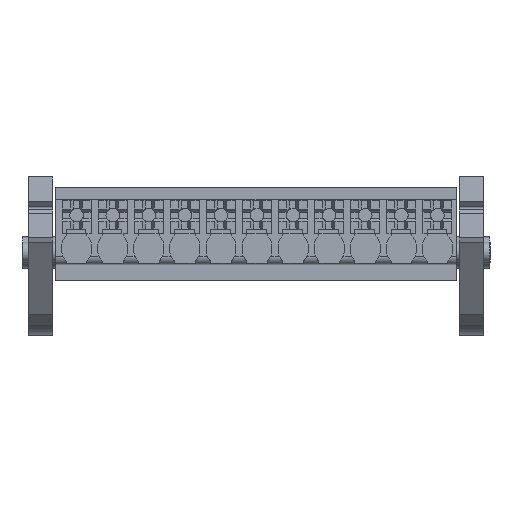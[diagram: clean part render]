
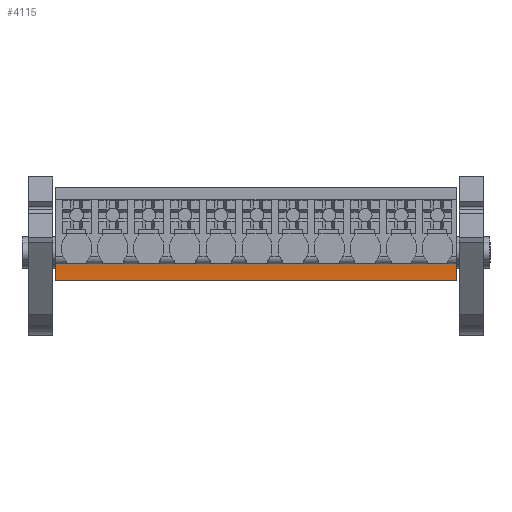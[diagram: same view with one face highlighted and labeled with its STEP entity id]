
A CAD part, top view. The second image highlights one B-rep face of the part: STEP entity #4115.
In plain terms, the highlighted planar face has unit normal (0, 0, 1).
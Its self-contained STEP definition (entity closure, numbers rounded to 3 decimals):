
#4095=AXIS2_PLACEMENT_3D('Plane Axis2P3D',#4092,#4093,#4094) ;
#105=CARTESIAN_POINT('Vertex',(3.25,5.297,20.4)) ;
#108=CARTESIAN_POINT('Line Origine',(3.25,6.06,20.4)) ;
#112=CARTESIAN_POINT('Vertex',(3.25,6.822,20.4)) ;
#3649=CARTESIAN_POINT('Vertex',(42.15,5.297,20.4)) ;
#3652=CARTESIAN_POINT('Line Origine',(22.7,5.297,20.4)) ;
#4092=CARTESIAN_POINT('Axis2P3D Location',(27.93,6.822,20.4)) ;
#4097=CARTESIAN_POINT('Line Origine',(42.15,6.059,20.4)) ;
#4101=CARTESIAN_POINT('Vertex',(42.15,6.822,20.4)) ;
#4104=CARTESIAN_POINT('Line Origine',(22.7,6.822,20.4)) ;
#109=DIRECTION('Vector Direction',(0.,1.,0.)) ;
#3653=DIRECTION('Vector Direction',(1.,0.,0.)) ;
#4093=DIRECTION('Axis2P3D Direction',(-0.,0.,1.)) ;
#4094=DIRECTION('Axis2P3D XDirection',(0.,-1.,0.)) ;
#4098=DIRECTION('Vector Direction',(0.,-1.,0.)) ;
#4105=DIRECTION('Vector Direction',(-1.,0.,0.)) ;
#110=VECTOR('Line Direction',#109,1.) ;
#3654=VECTOR('Line Direction',#3653,1.) ;
#4099=VECTOR('Line Direction',#4098,1.) ;
#4106=VECTOR('Line Direction',#4105,1.) ;
#4110=ORIENTED_EDGE('',*,*,#3656,.T.) ;
#4111=ORIENTED_EDGE('',*,*,#4103,.F.) ;
#4112=ORIENTED_EDGE('',*,*,#4108,.T.) ;
#4113=ORIENTED_EDGE('',*,*,#114,.T.) ;
#4115=ADVANCED_FACE('HOUSING',(#4114),#4096,.T.) ;
#114=EDGE_CURVE('',#113,#106,#111,.F.) ;
#3656=EDGE_CURVE('',#106,#3650,#3655,.T.) ;
#4103=EDGE_CURVE('',#4102,#3650,#4100,.T.) ;
#4108=EDGE_CURVE('',#4102,#113,#4107,.T.) ;
#4109=EDGE_LOOP('',(#4110,#4111,#4112,#4113)) ;
#4114=FACE_OUTER_BOUND('',#4109,.T.) ;
#111=LINE('Line',#108,#110) ;
#3655=LINE('Line',#3652,#3654) ;
#4100=LINE('Line',#4097,#4099) ;
#4107=LINE('Line',#4104,#4106) ;
#4096=PLANE('',#4095) ;
#106=VERTEX_POINT('',#105) ;
#113=VERTEX_POINT('',#112) ;
#3650=VERTEX_POINT('',#3649) ;
#4102=VERTEX_POINT('',#4101) ;
